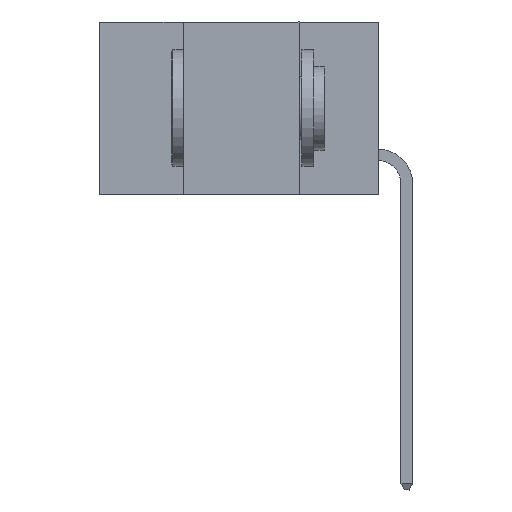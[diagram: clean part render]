
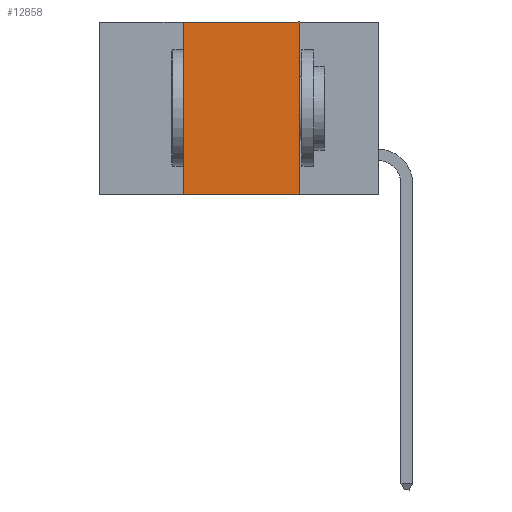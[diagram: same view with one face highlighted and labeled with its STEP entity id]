
A CAD part, left-side view. The second image highlights one B-rep face of the part: STEP entity #12858.
In plain terms, the highlighted planar face has unit normal (-1, 0, 0).
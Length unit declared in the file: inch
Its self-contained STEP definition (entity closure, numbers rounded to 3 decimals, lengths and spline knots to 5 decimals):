
#1581 = EDGE_LOOP ( 'NONE', ( #11939, #12649, #7325, #14927 ) ) ;
#2080 = CARTESIAN_POINT ( 'NONE',  ( 0., 0.6, -0.37 ) ) ;
#3207 = CARTESIAN_POINT ( 'NONE',  ( 0., 0.17, -0.37 ) ) ;
#3712 = LINE ( 'NONE', #18650, #16232 ) ;
#4351 = CARTESIAN_POINT ( 'NONE',  ( 0., 0.6, 0. ) ) ;
#4457 = PLANE ( 'NONE',  #20555 ) ;
#5892 = LINE ( 'NONE', #12989, #16391 ) ;
#6693 = DIRECTION ( 'NONE',  ( 0., 0., -1. ) ) ;
#7156 = EDGE_CURVE ( 'NONE', #17277, #9322, #5892, .T. ) ;
#7325 = ORIENTED_EDGE ( 'NONE', *, *, #12079, .F. ) ;
#8561 = CARTESIAN_POINT ( 'NONE',  ( 0., 0.17, 0. ) ) ;
#8799 = VECTOR ( 'NONE', #14008, 39.37008 ) ;
#9322 = VERTEX_POINT ( 'NONE', #8561 ) ;
#9502 = DIRECTION ( 'NONE',  ( 0., 0., -1. ) ) ;
#10558 = DIRECTION ( 'NONE',  ( 0., 0., 1. ) ) ;
#11939 = ORIENTED_EDGE ( 'NONE', *, *, #20086, .F. ) ;
#12079 = EDGE_CURVE ( 'NONE', #15678, #17277, #3712, .T. ) ;
#12649 = ORIENTED_EDGE ( 'NONE', *, *, #7156, .F. ) ;
#12858 = ADVANCED_FACE ( 'NONE', ( #21875 ), #4457, .F. ) ;
#12989 = CARTESIAN_POINT ( 'NONE',  ( 0., 0.6, 0. ) ) ;
#13557 = VECTOR ( 'NONE', #6693, 39.37008 ) ;
#13674 = LINE ( 'NONE', #3207, #13557 ) ;
#14008 = DIRECTION ( 'NONE',  ( 0., -1., 0. ) ) ;
#14461 = CARTESIAN_POINT ( 'NONE',  ( 0., 0.42, -0.37 ) ) ;
#14927 = ORIENTED_EDGE ( 'NONE', *, *, #17531, .T. ) ;
#15678 = VERTEX_POINT ( 'NONE', #14461 ) ;
#15924 = LINE ( 'NONE', #2080, #8799 ) ;
#16175 = VERTEX_POINT ( 'NONE', #17775 ) ;
#16232 = VECTOR ( 'NONE', #10558, 39.37008 ) ;
#16240 = DIRECTION ( 'NONE',  ( 0., -1., 0. ) ) ;
#16391 = VECTOR ( 'NONE', #16240, 39.37008 ) ;
#17277 = VERTEX_POINT ( 'NONE', #18713 ) ;
#17531 = EDGE_CURVE ( 'NONE', #15678, #16175, #15924, .T. ) ;
#17775 = CARTESIAN_POINT ( 'NONE',  ( 0., 0.17, -0.37 ) ) ;
#18045 = DIRECTION ( 'NONE',  ( 1., 0., 0. ) ) ;
#18650 = CARTESIAN_POINT ( 'NONE',  ( 0., 0.42, -0.37 ) ) ;
#18713 = CARTESIAN_POINT ( 'NONE',  ( 0., 0.42, 0. ) ) ;
#20086 = EDGE_CURVE ( 'NONE', #9322, #16175, #13674, .T. ) ;
#20555 = AXIS2_PLACEMENT_3D ( 'NONE', #4351, #18045, #9502 ) ;
#21875 = FACE_OUTER_BOUND ( 'NONE', #1581, .T. ) ;
